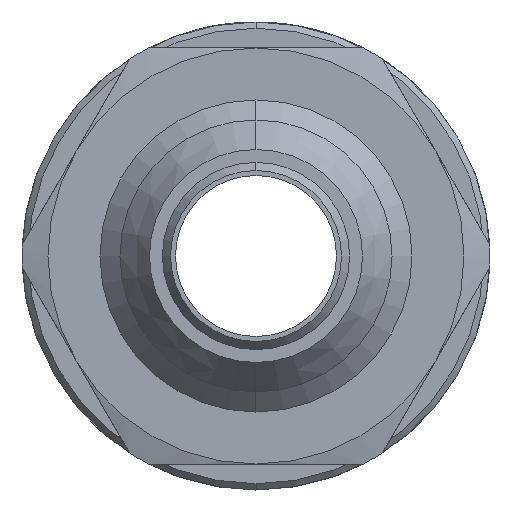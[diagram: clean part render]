
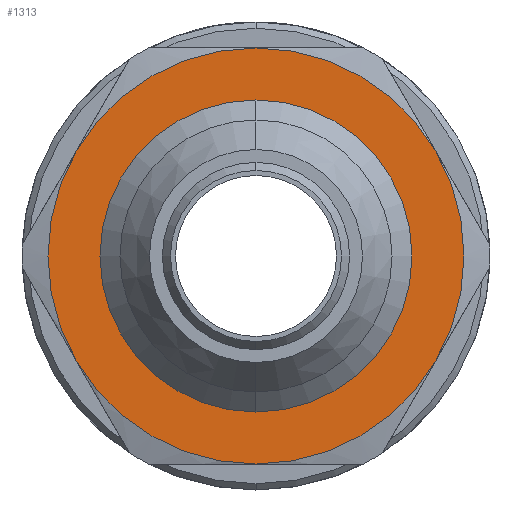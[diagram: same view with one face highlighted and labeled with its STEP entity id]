
A CAD part, left-side view. The second image highlights one B-rep face of the part: STEP entity #1313.
In plain terms, the highlighted planar face has unit normal (-1, 0, 0).
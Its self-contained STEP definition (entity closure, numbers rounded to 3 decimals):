
#113 = ORIENTED_EDGE ( 'NONE', *, *, #10632, .T. ) ;
#188 = CIRCLE ( 'NONE', #9137, 12.7 ) ;
#324 = AXIS2_PLACEMENT_3D ( 'NONE', #5526, #3765, #2733 ) ;
#354 = CARTESIAN_POINT ( 'NONE',  ( 16.97, 0.186, 0. ) ) ;
#466 = DIRECTION ( 'NONE',  ( 0., 0., 1. ) ) ;
#640 = EDGE_LOOP ( 'NONE', ( #5705, #7194, #113, #8523, #4169, #10546 ) ) ;
#878 = CARTESIAN_POINT ( 'NONE',  ( 16.97, 0.186, 0. ) ) ;
#897 = DIRECTION ( 'NONE',  ( -1., 0., 0. ) ) ;
#928 = EDGE_CURVE ( 'NONE', #1012, #7439, #10381, .T. ) ;
#939 = AXIS2_PLACEMENT_3D ( 'NONE', #878, #7246, #1804 ) ;
#981 = CIRCLE ( 'NONE', #9218, 12.7 ) ;
#1012 = VERTEX_POINT ( 'NONE', #11149 ) ;
#1042 = CARTESIAN_POINT ( 'NONE',  ( 16.97, 0.186, -12.7 ) ) ;
#1084 = DIRECTION ( 'NONE',  ( 0., 0., 1. ) ) ;
#1113 = EDGE_CURVE ( 'NONE', #8839, #3219, #4665, .T. ) ;
#1313 = ADVANCED_FACE ( 'NONE', ( #11591, #10721 ), #2102, .F. ) ;
#1624 = VERTEX_POINT ( 'NONE', #4052 ) ;
#1630 = DIRECTION ( 'NONE',  ( -1., 0., 0. ) ) ;
#1720 = ORIENTED_EDGE ( 'NONE', *, *, #1113, .F. ) ;
#1804 = DIRECTION ( 'NONE',  ( 0., 0., 1. ) ) ;
#2102 = PLANE ( 'NONE',  #9963 ) ;
#2245 = DIRECTION ( 'NONE',  ( -1., 0., 0. ) ) ;
#2610 = ORIENTED_EDGE ( 'NONE', *, *, #7053, .F. ) ;
#2733 = DIRECTION ( 'NONE',  ( 0., 0., 1. ) ) ;
#2744 = AXIS2_PLACEMENT_3D ( 'NONE', #354, #2245, #10455 ) ;
#2758 = CARTESIAN_POINT ( 'NONE',  ( 16.97, 0.186, 0. ) ) ;
#3005 = DIRECTION ( 'NONE',  ( -1., 0., 0. ) ) ;
#3030 = DIRECTION ( 'NONE',  ( 1., 0., 0. ) ) ;
#3219 = VERTEX_POINT ( 'NONE', #5081 ) ;
#3349 = CARTESIAN_POINT ( 'NONE',  ( 16.97, 0.186, 0. ) ) ;
#3560 = DIRECTION ( 'NONE',  ( 0., 0., 1. ) ) ;
#3740 = CARTESIAN_POINT ( 'NONE',  ( 16.97, 0.186, 0. ) ) ;
#3765 = DIRECTION ( 'NONE',  ( -1., 0., 0. ) ) ;
#3806 = VERTEX_POINT ( 'NONE', #1042 ) ;
#3918 = AXIS2_PLACEMENT_3D ( 'NONE', #2758, #897, #3560 ) ;
#4026 = DIRECTION ( 'NONE',  ( 0., 0., -1. ) ) ;
#4052 = CARTESIAN_POINT ( 'NONE',  ( 16.97, 11.185, -6.35 ) ) ;
#4169 = ORIENTED_EDGE ( 'NONE', *, *, #4985, .T. ) ;
#4286 = DIRECTION ( 'NONE',  ( -1., 0., 0. ) ) ;
#4340 = CARTESIAN_POINT ( 'NONE',  ( 16.97, 0.186, 0. ) ) ;
#4355 = VERTEX_POINT ( 'NONE', #9844 ) ;
#4665 = CIRCLE ( 'NONE', #324, 9.169 ) ;
#4985 = EDGE_CURVE ( 'NONE', #4355, #1012, #5183, .T. ) ;
#5081 = CARTESIAN_POINT ( 'NONE',  ( 16.97, 0.186, 9.169 ) ) ;
#5183 = CIRCLE ( 'NONE', #11812, 12.7 ) ;
#5425 = EDGE_CURVE ( 'NONE', #7439, #5674, #188, .T. ) ;
#5526 = CARTESIAN_POINT ( 'NONE',  ( 16.97, 0.186, 0. ) ) ;
#5674 = VERTEX_POINT ( 'NONE', #9185 ) ;
#5705 = ORIENTED_EDGE ( 'NONE', *, *, #5425, .T. ) ;
#6603 = AXIS2_PLACEMENT_3D ( 'NONE', #6730, #3005, #10376 ) ;
#6730 = CARTESIAN_POINT ( 'NONE',  ( 16.97, 0.186, 0. ) ) ;
#7053 = EDGE_CURVE ( 'NONE', #3219, #8839, #10124, .T. ) ;
#7079 = CARTESIAN_POINT ( 'NONE',  ( 16.97, 0.186, 12.7 ) ) ;
#7174 = EDGE_CURVE ( 'NONE', #3806, #4355, #8549, .T. ) ;
#7194 = ORIENTED_EDGE ( 'NONE', *, *, #7458, .T. ) ;
#7246 = DIRECTION ( 'NONE',  ( -1., 0., 0. ) ) ;
#7361 = DIRECTION ( 'NONE',  ( 0., 0., 1. ) ) ;
#7387 = DIRECTION ( 'NONE',  ( -1., 0., 0. ) ) ;
#7439 = VERTEX_POINT ( 'NONE', #7079 ) ;
#7458 = EDGE_CURVE ( 'NONE', #5674, #1624, #981, .T. ) ;
#8380 = CIRCLE ( 'NONE', #3918, 12.7 ) ;
#8480 = CARTESIAN_POINT ( 'NONE',  ( 16.97, 9.356, 0. ) ) ;
#8523 = ORIENTED_EDGE ( 'NONE', *, *, #7174, .T. ) ;
#8549 = CIRCLE ( 'NONE', #2744, 12.7 ) ;
#8839 = VERTEX_POINT ( 'NONE', #10763 ) ;
#9137 = AXIS2_PLACEMENT_3D ( 'NONE', #3349, #4286, #466 ) ;
#9185 = CARTESIAN_POINT ( 'NONE',  ( 16.97, 11.185, 6.35 ) ) ;
#9218 = AXIS2_PLACEMENT_3D ( 'NONE', #4340, #1630, #7361 ) ;
#9332 = EDGE_LOOP ( 'NONE', ( #2610, #1720 ) ) ;
#9844 = CARTESIAN_POINT ( 'NONE',  ( 16.97, -10.812, -6.35 ) ) ;
#9963 = AXIS2_PLACEMENT_3D ( 'NONE', #8480, #3030, #4026 ) ;
#10124 = CIRCLE ( 'NONE', #6603, 9.169 ) ;
#10376 = DIRECTION ( 'NONE',  ( 0., 0., 1. ) ) ;
#10381 = CIRCLE ( 'NONE', #939, 12.7 ) ;
#10455 = DIRECTION ( 'NONE',  ( 0., 0., 1. ) ) ;
#10546 = ORIENTED_EDGE ( 'NONE', *, *, #928, .T. ) ;
#10632 = EDGE_CURVE ( 'NONE', #1624, #3806, #8380, .T. ) ;
#10721 = FACE_OUTER_BOUND ( 'NONE', #640, .T. ) ;
#10763 = CARTESIAN_POINT ( 'NONE',  ( 16.97, 0.186, -9.169 ) ) ;
#11149 = CARTESIAN_POINT ( 'NONE',  ( 16.97, -10.812, 6.35 ) ) ;
#11591 = FACE_BOUND ( 'NONE', #9332, .T. ) ;
#11812 = AXIS2_PLACEMENT_3D ( 'NONE', #3740, #7387, #1084 ) ;
